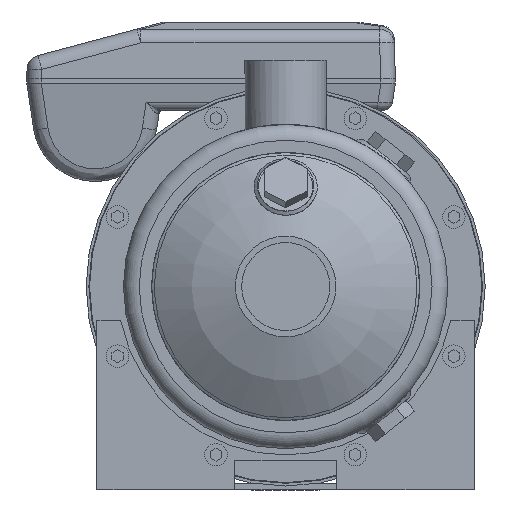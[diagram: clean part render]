
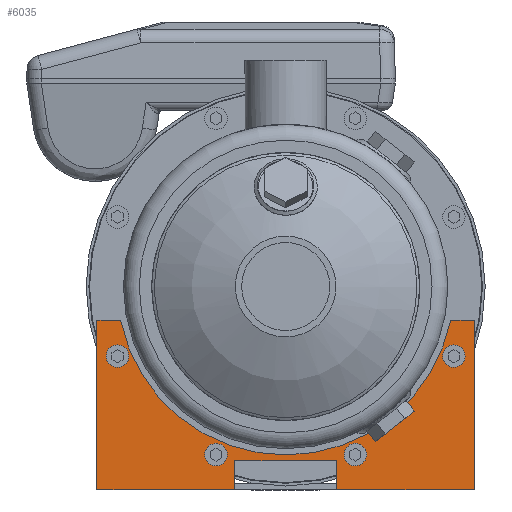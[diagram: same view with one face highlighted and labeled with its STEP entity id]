
A CAD part, left-side view. The second image highlights one B-rep face of the part: STEP entity #6035.
In plain terms, the highlighted face is planar.
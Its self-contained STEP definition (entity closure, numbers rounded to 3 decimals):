
#520=LINE('',#16135,#992);
#522=LINE('',#16139,#994);
#529=LINE('',#16153,#1001);
#531=LINE('',#16158,#1003);
#541=LINE('',#16178,#1013);
#545=LINE('',#16186,#1017);
#547=LINE('',#16199,#1019);
#548=LINE('',#16202,#1020);
#549=LINE('',#16204,#1021);
#992=VECTOR('',#10469,1000.);
#994=VECTOR('',#10473,1000.);
#1001=VECTOR('',#10482,1000.);
#1003=VECTOR('',#10486,1000.);
#1013=VECTOR('',#10502,1000.);
#1017=VECTOR('',#10506,1000.);
#1019=VECTOR('',#10520,1000.);
#1020=VECTOR('',#10523,1000.);
#1021=VECTOR('',#10524,1000.);
#2631=ORIENTED_EDGE('',*,*,#3582,.F.);
#2632=ORIENTED_EDGE('',*,*,#3583,.F.);
#2633=ORIENTED_EDGE('',*,*,#3584,.F.);
#2634=ORIENTED_EDGE('',*,*,#3585,.F.);
#2635=ORIENTED_EDGE('',*,*,#3586,.F.);
#2636=ORIENTED_EDGE('',*,*,#3575,.F.);
#2637=ORIENTED_EDGE('',*,*,#3555,.T.);
#2638=ORIENTED_EDGE('',*,*,#3553,.T.);
#2639=ORIENTED_EDGE('',*,*,#3587,.F.);
#2640=ORIENTED_EDGE('',*,*,#3562,.T.);
#2641=ORIENTED_EDGE('',*,*,#3564,.F.);
#2642=ORIENTED_EDGE('',*,*,#3579,.F.);
#2643=ORIENTED_EDGE('',*,*,#3588,.F.);
#2644=ORIENTED_EDGE('',*,*,#3589,.F.);
#3553=EDGE_CURVE('',#4145,#4144,#520,.T.);
#3555=EDGE_CURVE('',#4146,#4145,#522,.T.);
#3562=EDGE_CURVE('',#4149,#4151,#529,.T.);
#3564=EDGE_CURVE('',#4153,#4151,#531,.T.);
#3575=EDGE_CURVE('',#4146,#4161,#541,.T.);
#3579=EDGE_CURVE('',#4164,#4153,#545,.T.);
#3582=EDGE_CURVE('',#4166,#4166,#4464,.T.);
#3583=EDGE_CURVE('',#4167,#4167,#4465,.T.);
#3584=EDGE_CURVE('',#4168,#4168,#4466,.T.);
#3585=EDGE_CURVE('',#4169,#4169,#4467,.T.);
#3586=EDGE_CURVE('',#4161,#4170,#547,.T.);
#3587=EDGE_CURVE('',#4149,#4144,#4468,.T.);
#3588=EDGE_CURVE('',#4171,#4164,#548,.T.);
#3589=EDGE_CURVE('',#4170,#4171,#549,.T.);
#4144=VERTEX_POINT('',#16134);
#4145=VERTEX_POINT('',#16136);
#4146=VERTEX_POINT('',#16140);
#4149=VERTEX_POINT('',#16148);
#4151=VERTEX_POINT('',#16152);
#4153=VERTEX_POINT('',#16157);
#4161=VERTEX_POINT('',#16179);
#4164=VERTEX_POINT('',#16185);
#4166=VERTEX_POINT('',#16192);
#4167=VERTEX_POINT('',#16194);
#4168=VERTEX_POINT('',#16196);
#4169=VERTEX_POINT('',#16198);
#4170=VERTEX_POINT('',#16200);
#4171=VERTEX_POINT('',#16203);
#4464=CIRCLE('',#8889,5.);
#4465=CIRCLE('',#8890,5.);
#4466=CIRCLE('',#8891,5.);
#4467=CIRCLE('',#8892,5.);
#4468=CIRCLE('',#8893,74.5);
#4913=EDGE_LOOP('',(#2631));
#4914=EDGE_LOOP('',(#2632));
#4915=EDGE_LOOP('',(#2633));
#4916=EDGE_LOOP('',(#2634));
#4917=EDGE_LOOP('',(#2635,#2636,#2637,#2638,#2639,#2640,#2641,#2642,#2643,
#2644));
#5420=FACE_BOUND('',#4913,.T.);
#5421=FACE_BOUND('',#4914,.T.);
#5422=FACE_BOUND('',#4915,.T.);
#5423=FACE_BOUND('',#4916,.T.);
#5424=FACE_BOUND('',#4917,.T.);
#5659=PLANE('',#8888);
#6035=ADVANCED_FACE('',(#5420,#5421,#5422,#5423,#5424),#5659,.T.);
#8888=AXIS2_PLACEMENT_3D('',#16190,#10510,#10511);
#8889=AXIS2_PLACEMENT_3D('',#16191,#10512,#10513);
#8890=AXIS2_PLACEMENT_3D('',#16193,#10514,#10515);
#8891=AXIS2_PLACEMENT_3D('',#16195,#10516,#10517);
#8892=AXIS2_PLACEMENT_3D('',#16197,#10518,#10519);
#8893=AXIS2_PLACEMENT_3D('',#16201,#10521,#10522);
#10469=DIRECTION('',(0.,-1.,0.));
#10473=DIRECTION('',(0.,0.,1.));
#10482=DIRECTION('',(0.,-1.,0.));
#10486=DIRECTION('',(0.,0.,1.));
#10502=DIRECTION('',(0.,-1.,0.));
#10506=DIRECTION('',(0.,-1.,0.));
#10510=DIRECTION('',(1.,0.,0.));
#10511=DIRECTION('',(0.,0.,-1.));
#10512=DIRECTION('',(1.,0.,0.));
#10513=DIRECTION('',(0.,0.,-1.));
#10514=DIRECTION('',(1.,0.,0.));
#10515=DIRECTION('',(0.,0.,-1.));
#10516=DIRECTION('',(1.,0.,0.));
#10517=DIRECTION('',(0.,0.,-1.));
#10518=DIRECTION('',(1.,0.,0.));
#10519=DIRECTION('',(0.,0.,-1.));
#10520=DIRECTION('',(0.,0.,1.));
#10521=DIRECTION('',(1.,0.,0.));
#10522=DIRECTION('',(0.,0.,-1.));
#10523=DIRECTION('',(0.,0.,-1.));
#10524=DIRECTION('',(0.,-1.,0.));
#16134=CARTESIAN_POINT('',(55.,72.974,75.));
#16135=CARTESIAN_POINT('',(55.,83.5,75.));
#16136=CARTESIAN_POINT('',(55.,83.5,75.));
#16139=CARTESIAN_POINT('',(55.,83.5,0.));
#16140=CARTESIAN_POINT('',(55.,83.5,0.));
#16148=CARTESIAN_POINT('',(55.,-72.974,75.));
#16152=CARTESIAN_POINT('',(55.,-83.5,75.));
#16153=CARTESIAN_POINT('',(55.,83.5,75.));
#16157=CARTESIAN_POINT('',(55.,-83.5,0.));
#16158=CARTESIAN_POINT('',(55.,-83.5,0.));
#16178=CARTESIAN_POINT('',(55.,83.5,0.));
#16179=CARTESIAN_POINT('',(55.,22.5,0.));
#16185=CARTESIAN_POINT('',(55.,-22.5,0.));
#16186=CARTESIAN_POINT('',(55.,83.5,0.));
#16190=CARTESIAN_POINT('',(55.,83.5,0.));
#16191=CARTESIAN_POINT('',(55.,74.372,59.194));
#16192=CARTESIAN_POINT('',(55.,74.372,54.194));
#16193=CARTESIAN_POINT('',(55.,30.806,15.628));
#16194=CARTESIAN_POINT('',(55.,30.806,10.628));
#16195=CARTESIAN_POINT('',(55.,-30.806,15.628));
#16196=CARTESIAN_POINT('',(55.,-30.806,10.628));
#16197=CARTESIAN_POINT('',(55.,-74.372,59.194));
#16198=CARTESIAN_POINT('',(55.,-74.372,54.194));
#16199=CARTESIAN_POINT('',(55.,22.5,0.));
#16200=CARTESIAN_POINT('',(55.,22.5,13.));
#16201=CARTESIAN_POINT('',(55.,0.,90.));
#16202=CARTESIAN_POINT('',(55.,-22.5,0.));
#16203=CARTESIAN_POINT('',(55.,-22.5,13.));
#16204=CARTESIAN_POINT('',(55.,83.5,13.));
